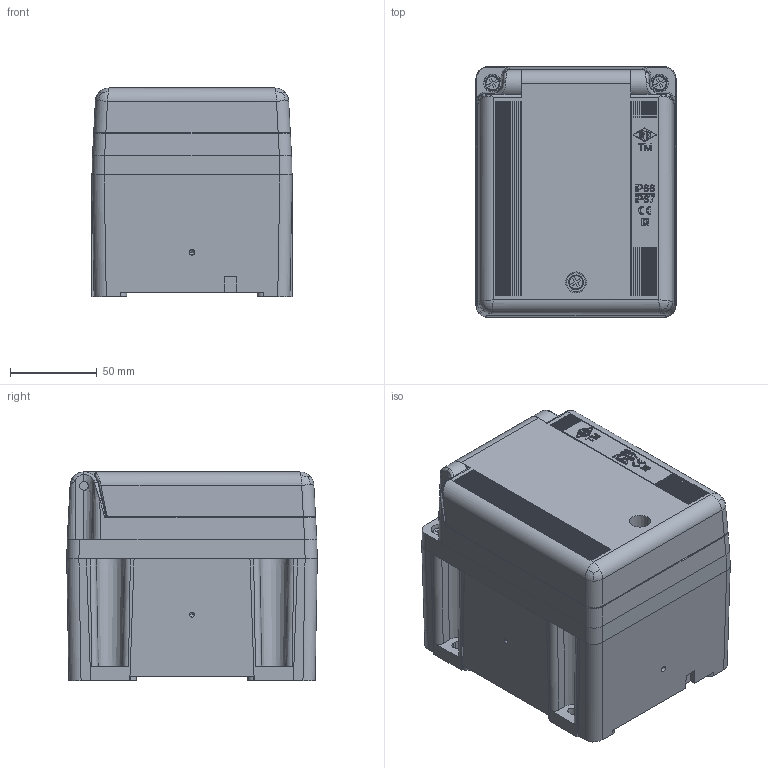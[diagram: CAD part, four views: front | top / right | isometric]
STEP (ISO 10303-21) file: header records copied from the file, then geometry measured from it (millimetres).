
FILE_DESCRIPTION(('Creo Elements/Direct Modeling STEP Export'),'2;1');
FILE_NAME('223mj5460vmrlg48032','2024-01-31T13:46:44',(''),(''),'Creo Elements/Direct Modeling STEP processor for AP214 (Solid Model)','Creo Elements/Direct Modeling 20.5B 27-May-2023 (C) Parametric Technology GmbH','');
FILE_SCHEMA(('AUTOMOTIVE_DESIGN { 1 0 10303 214 1 1 1 1 }'));
Length unit declared in the file: millimetre
Products named in the file (4): SCATOLA_1114; CALOTTA_1114; SPORTELLO_1114; TM_1114_GB
Assembly tree (3 placements, depth 2):
  TM_1114_GB
    SPORTELLO_1114
    CALOTTA_1114
    SCATOLA_1114
Bounding box: 115 x 144 x 120.4 mm (x, y, z)
Volume: 745136.2 mm3; surface area: 219837 mm2
Topology: 3 solids, 5 shells, 1208 faces, 3293 edges, 2175 vertices
Faces by surface type: plane 939, cylinder 172, cone 50, bspline 32, torus 14, extrusion 1
Entity records: 56006 total; most frequent: CARTESIAN_POINT 16385, ORIENTED_EDGE 6562, DIRECTION 5587, EDGE_CURVE 3281, VECTOR 2611, LINE 2610, VERTEX_POINT 2175, AXIS2_PLACEMENT_3D 1488
